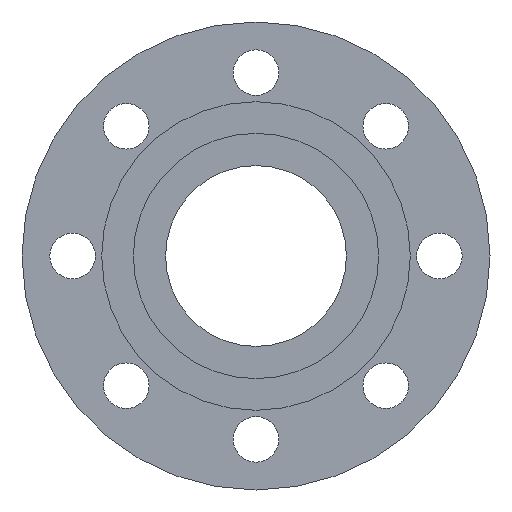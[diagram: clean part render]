
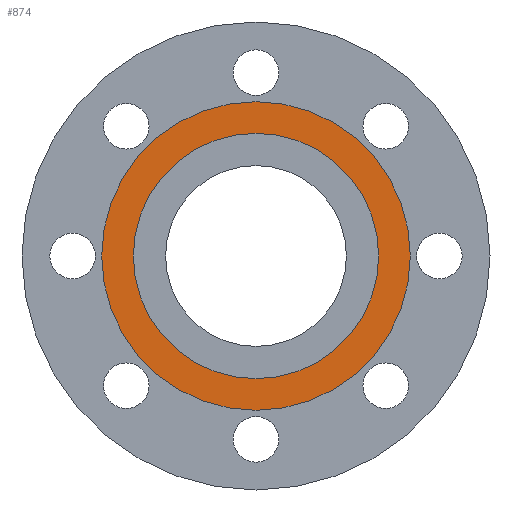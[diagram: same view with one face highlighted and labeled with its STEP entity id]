
A CAD part, front view. The second image highlights one B-rep face of the part: STEP entity #874.
In plain terms, the highlighted planar face has unit normal (0, -1, 0).
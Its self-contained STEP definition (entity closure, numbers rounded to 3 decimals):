
#52 = ORIENTED_EDGE ( 'NONE', *, *, #63, .T. ) ;
#56 = CIRCLE ( 'NONE', #210, 61. ) ;
#63 = EDGE_CURVE ( 'NONE', #214, #296, #1059, .T. ) ;
#201 = EDGE_CURVE ( 'NONE', #296, #214, #458, .T. ) ;
#210 = AXIS2_PLACEMENT_3D ( 'NONE', #712, #1090, #546 ) ;
#214 = VERTEX_POINT ( 'NONE', #444 ) ;
#224 = DIRECTION ( 'NONE',  ( 0., 0., 1. ) ) ;
#254 = CARTESIAN_POINT ( 'NONE',  ( 0., 0., -61. ) ) ;
#276 = EDGE_CURVE ( 'NONE', #863, #1168, #56, .T. ) ;
#296 = VERTEX_POINT ( 'NONE', #615 ) ;
#417 = DIRECTION ( 'NONE',  ( 0., 1., 0. ) ) ;
#444 = CARTESIAN_POINT ( 'NONE',  ( 0., 0., -48.5 ) ) ;
#458 = CIRCLE ( 'NONE', #1127, 48.5 ) ;
#492 = DIRECTION ( 'NONE',  ( 0., 1., 0. ) ) ;
#541 = AXIS2_PLACEMENT_3D ( 'NONE', #1149, #1167, #885 ) ;
#546 = DIRECTION ( 'NONE',  ( 0., 0., 1. ) ) ;
#615 = CARTESIAN_POINT ( 'NONE',  ( 0., 0., 48.5 ) ) ;
#636 = FACE_OUTER_BOUND ( 'NONE', #1156, .T. ) ;
#643 = ORIENTED_EDGE ( 'NONE', *, *, #201, .T. ) ;
#678 = CARTESIAN_POINT ( 'NONE',  ( 0., 0., 0. ) ) ;
#712 = CARTESIAN_POINT ( 'NONE',  ( 0., 0., 0. ) ) ;
#774 = AXIS2_PLACEMENT_3D ( 'NONE', #806, #984, #1178 ) ;
#791 = AXIS2_PLACEMENT_3D ( 'NONE', #678, #492, #224 ) ;
#806 = CARTESIAN_POINT ( 'NONE',  ( 0., 0., 48.5 ) ) ;
#811 = PLANE ( 'NONE',  #774 ) ;
#863 = VERTEX_POINT ( 'NONE', #254 ) ;
#874 = ADVANCED_FACE ( 'NONE', ( #884, #636 ), #811, .T. ) ;
#880 = ORIENTED_EDGE ( 'NONE', *, *, #276, .F. ) ;
#884 = FACE_BOUND ( 'NONE', #944, .T. ) ;
#885 = DIRECTION ( 'NONE',  ( 0., 0., 1. ) ) ;
#900 = CARTESIAN_POINT ( 'NONE',  ( 0., 0., 0. ) ) ;
#944 = EDGE_LOOP ( 'NONE', ( #643, #52 ) ) ;
#960 = CIRCLE ( 'NONE', #791, 61. ) ;
#965 = DIRECTION ( 'NONE',  ( 0., 0., 1. ) ) ;
#984 = DIRECTION ( 'NONE',  ( 0., -1., 0. ) ) ;
#1059 = CIRCLE ( 'NONE', #541, 48.5 ) ;
#1069 = EDGE_CURVE ( 'NONE', #1168, #863, #960, .T. ) ;
#1076 = CARTESIAN_POINT ( 'NONE',  ( 0., 0., 61. ) ) ;
#1090 = DIRECTION ( 'NONE',  ( 0., 1., 0. ) ) ;
#1127 = AXIS2_PLACEMENT_3D ( 'NONE', #900, #417, #965 ) ;
#1149 = CARTESIAN_POINT ( 'NONE',  ( 0., 0., 0. ) ) ;
#1156 = EDGE_LOOP ( 'NONE', ( #1174, #880 ) ) ;
#1167 = DIRECTION ( 'NONE',  ( 0., 1., 0. ) ) ;
#1168 = VERTEX_POINT ( 'NONE', #1076 ) ;
#1174 = ORIENTED_EDGE ( 'NONE', *, *, #1069, .F. ) ;
#1178 = DIRECTION ( 'NONE',  ( 0., 0., -1. ) ) ;
